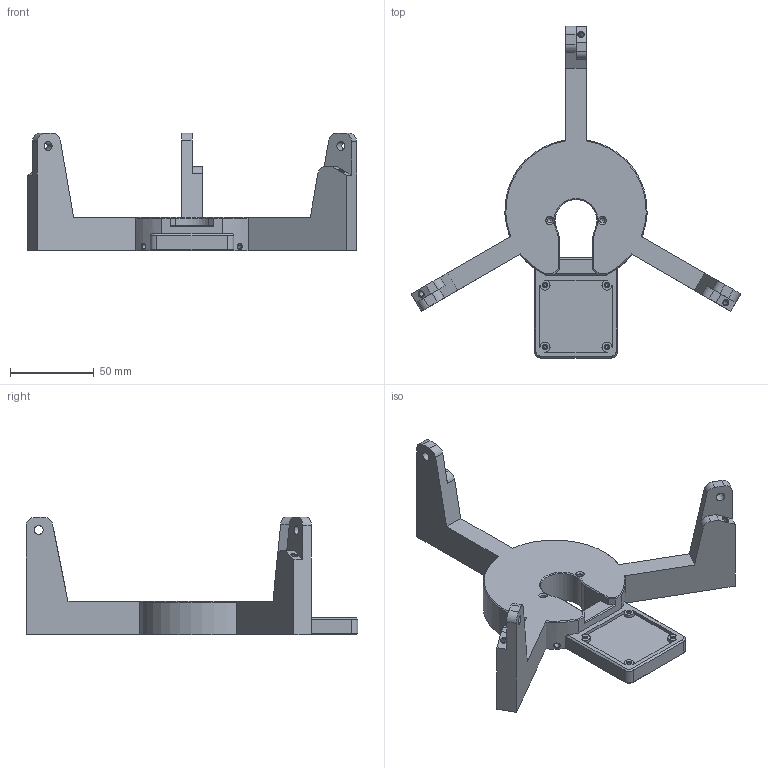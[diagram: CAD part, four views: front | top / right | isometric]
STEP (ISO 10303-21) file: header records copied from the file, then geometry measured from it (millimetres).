
FILE_DESCRIPTION(/* description */ (''),/* implementation_level */ '2;1');
FILE_NAME(/* name */ 'Laser_Station.step',/* time_stamp */ '2021-05-31T19:53:39+02:00',/* author */ (''),/* organization */ (''),/* preprocessor_version */ 'ST-DEVELOPER v18.1',/* originating_system */ 'Autodesk Translation Framework v10.9.0.1377',/* authorisation */ '');
FILE_SCHEMA (('AUTOMOTIVE_DESIGN { 1 0 10303 214 3 1 1 }'));
Length unit declared in the file: millimetre
Products named in the file (1): LaserSky_Main
Bounding box: 196.53 x 198 x 70 mm (x, y, z)
Volume: 188899.4 mm3; surface area: 49625.6 mm2
Topology: 1 solids, 1 shells, 145 faces, 394 edges, 247 vertices
Faces by surface type: plane 77, cylinder 38, cone 30
Full cylindrical faces by diameter (mm): 2 x4, 3 x7, 5.3 x3, 65 x1
Entity records: 4686 total; most frequent: CARTESIAN_POINT 958, DIRECTION 777, ORIENTED_EDGE 776, EDGE_CURVE 388, AXIS2_PLACEMENT_3D 268, VERTEX_POINT 247, LINE 241, VECTOR 241
